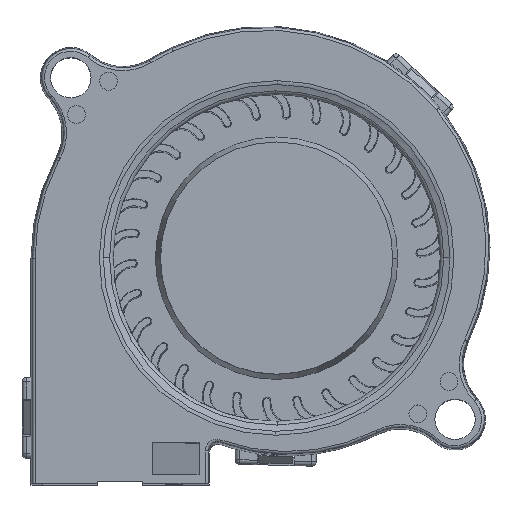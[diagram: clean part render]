
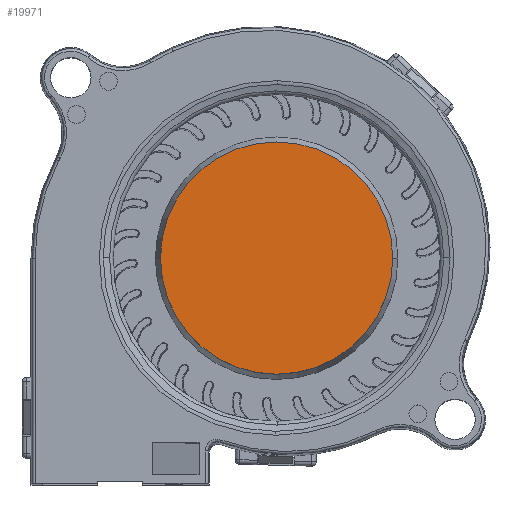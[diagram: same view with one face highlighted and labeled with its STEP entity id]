
A CAD part, top view. The second image highlights one B-rep face of the part: STEP entity #19971.
In plain terms, the highlighted face is planar.
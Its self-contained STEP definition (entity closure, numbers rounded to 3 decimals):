
#14624=CARTESIAN_POINT('',(0.,0.,7.57));
#14625=DIRECTION('',(0.,0.,-1.));
#14626=DIRECTION('',(-1.,0.,0.));
#14627=AXIS2_PLACEMENT_3D('',#14624,#14625,#14626);
#14629=CARTESIAN_POINT('',(0.,0.,7.57));
#14630=DIRECTION('',(0.,0.,-1.));
#14631=DIRECTION('',(1.,0.,0.));
#14632=AXIS2_PLACEMENT_3D('',#14629,#14630,#14631);
#15542=CARTESIAN_POINT('',(-12.95,0.,7.57));
#15543=CARTESIAN_POINT('',(12.95,0.,7.57));
#15544=VERTEX_POINT('',#15542);
#15545=VERTEX_POINT('',#15543);
#19962=CARTESIAN_POINT('',(0.,0.,7.57));
#19963=DIRECTION('',(0.,0.,1.));
#19964=DIRECTION('',(1.,0.,0.));
#19965=AXIS2_PLACEMENT_3D('',#19962,#19963,#19964);
#19966=PLANE('',#19965);
#19967=ORIENTED_EDGE('',*,*,#19941,.F.);
#19968=ORIENTED_EDGE('',*,*,#19955,.F.);
#19969=EDGE_LOOP('',(#19967,#19968));
#19970=FACE_OUTER_BOUND('',#19969,.F.);
#14628=CIRCLE('',#14627,12.95);
#14633=CIRCLE('',#14632,12.95);
#19941=EDGE_CURVE('',#15544,#15545,#14628,.T.);
#19955=EDGE_CURVE('',#15545,#15544,#14633,.T.);
#19971=ADVANCED_FACE('',(#19970),#19966,.F.);
